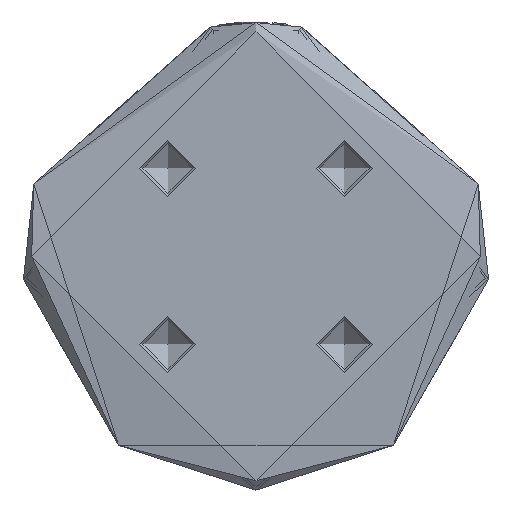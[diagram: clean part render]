
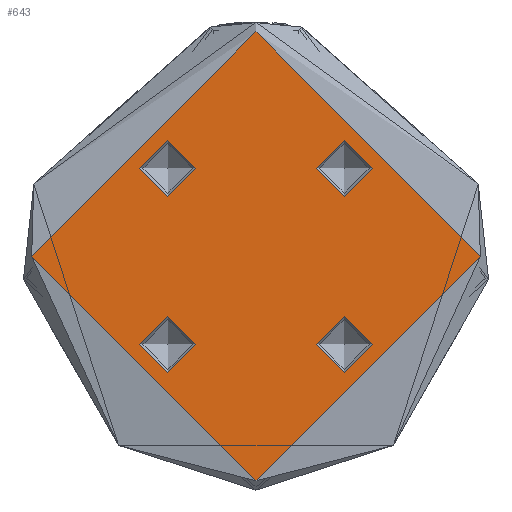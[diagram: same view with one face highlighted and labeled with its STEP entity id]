
A CAD part, front view. The second image highlights one B-rep face of the part: STEP entity #643.
In plain terms, the highlighted face is planar.
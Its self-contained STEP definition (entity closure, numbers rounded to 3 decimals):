
#77 = ORIENTED_EDGE ( 'NONE', *, *, #5256, .T. ) ;
#108 = EDGE_LOOP ( 'NONE', ( #4298 ) ) ;
#160 = CARTESIAN_POINT ( 'NONE',  ( 14.142, -14.142, 0. ) ) ;
#462 = AXIS2_PLACEMENT_3D ( 'NONE', #160, #3299, #625 ) ;
#494 = DIRECTION ( 'NONE',  ( 0., 0., 1. ) ) ;
#518 = EDGE_LOOP ( 'NONE', ( #4514 ) ) ;
#625 = DIRECTION ( 'NONE',  ( 1., 0., 0. ) ) ;
#643 = ADVANCED_FACE ( 'NONE', ( #2981, #2904, #2970, #2975, #2893 ), #5594, .F. ) ;
#947 = CIRCLE ( 'NONE', #4815, 4.5 ) ;
#1099 = CARTESIAN_POINT ( 'NONE',  ( 0., 0., 0. ) ) ;
#1341 = VERTEX_POINT ( 'NONE', #5213 ) ;
#1564 = DIRECTION ( 'NONE',  ( 1., 0., 0. ) ) ;
#1792 = AXIS2_PLACEMENT_3D ( 'NONE', #4916, #2288, #5375 ) ;
#2044 = CARTESIAN_POINT ( 'NONE',  ( 0., 0., 0. ) ) ;
#2155 = EDGE_LOOP ( 'NONE', ( #77 ) ) ;
#2175 = CARTESIAN_POINT ( 'NONE',  ( -18.642, 14.142, 0. ) ) ;
#2288 = DIRECTION ( 'NONE',  ( 0., 0., 1. ) ) ;
#2371 = CIRCLE ( 'NONE', #462, 4.5 ) ;
#2543 = EDGE_LOOP ( 'NONE', ( #3515 ) ) ;
#2553 = DIRECTION ( 'NONE',  ( 0., 0., -1. ) ) ;
#2564 = CARTESIAN_POINT ( 'NONE',  ( 18.642, 14.142, 0. ) ) ;
#2593 = CARTESIAN_POINT ( 'NONE',  ( 36., 0., 0. ) ) ;
#2707 = EDGE_CURVE ( 'NONE', #1341, #1341, #2901, .T. ) ;
#2716 = EDGE_CURVE ( 'NONE', #5145, #5145, #2829, .T. ) ;
#2829 = CIRCLE ( 'NONE', #3850, 4.5 ) ;
#2893 = FACE_OUTER_BOUND ( 'NONE', #518, .T. ) ;
#2901 = CIRCLE ( 'NONE', #1792, 4.5 ) ;
#2904 = FACE_BOUND ( 'NONE', #2155, .T. ) ;
#2928 = DIRECTION ( 'NONE',  ( -1., 0., 0. ) ) ;
#2970 = FACE_BOUND ( 'NONE', #2543, .T. ) ;
#2975 = FACE_BOUND ( 'NONE', #4921, .T. ) ;
#2981 = FACE_BOUND ( 'NONE', #108, .T. ) ;
#3161 = CARTESIAN_POINT ( 'NONE',  ( 14.142, 14.142, 0. ) ) ;
#3299 = DIRECTION ( 'NONE',  ( 0., 0., -1. ) ) ;
#3472 = CARTESIAN_POINT ( 'NONE',  ( 18.642, -14.142, 0. ) ) ;
#3515 = ORIENTED_EDGE ( 'NONE', *, *, #4805, .T. ) ;
#3615 = DIRECTION ( 'NONE',  ( 1., 0., 0. ) ) ;
#3850 = AXIS2_PLACEMENT_3D ( 'NONE', #3161, #494, #3615 ) ;
#4216 = DIRECTION ( 'NONE',  ( 0., 0., 1. ) ) ;
#4275 = EDGE_CURVE ( 'NONE', #4314, #4314, #4341, .T. ) ;
#4298 = ORIENTED_EDGE ( 'NONE', *, *, #2707, .F. ) ;
#4314 = VERTEX_POINT ( 'NONE', #2593 ) ;
#4341 = CIRCLE ( 'NONE', #5067, 36. ) ;
#4514 = ORIENTED_EDGE ( 'NONE', *, *, #4275, .T. ) ;
#4597 = VERTEX_POINT ( 'NONE', #2175 ) ;
#4659 = DIRECTION ( 'NONE',  ( 0., 0., -1. ) ) ;
#4669 = VERTEX_POINT ( 'NONE', #3472 ) ;
#4805 = EDGE_CURVE ( 'NONE', #4669, #4669, #2371, .T. ) ;
#4815 = AXIS2_PLACEMENT_3D ( 'NONE', #5203, #2553, #5655 ) ;
#4916 = CARTESIAN_POINT ( 'NONE',  ( -14.142, -14.142, 0. ) ) ;
#4921 = EDGE_LOOP ( 'NONE', ( #5340 ) ) ;
#5067 = AXIS2_PLACEMENT_3D ( 'NONE', #1099, #4216, #1564 ) ;
#5097 = AXIS2_PLACEMENT_3D ( 'NONE', #2044, #4659, #2928 ) ;
#5145 = VERTEX_POINT ( 'NONE', #2564 ) ;
#5203 = CARTESIAN_POINT ( 'NONE',  ( -14.142, 14.142, 0. ) ) ;
#5213 = CARTESIAN_POINT ( 'NONE',  ( -18.642, -14.142, 0. ) ) ;
#5256 = EDGE_CURVE ( 'NONE', #4597, #4597, #947, .T. ) ;
#5340 = ORIENTED_EDGE ( 'NONE', *, *, #2716, .F. ) ;
#5375 = DIRECTION ( 'NONE',  ( -1., 0., 0. ) ) ;
#5594 = PLANE ( 'NONE',  #5097 ) ;
#5655 = DIRECTION ( 'NONE',  ( -1., 0., 0. ) ) ;
